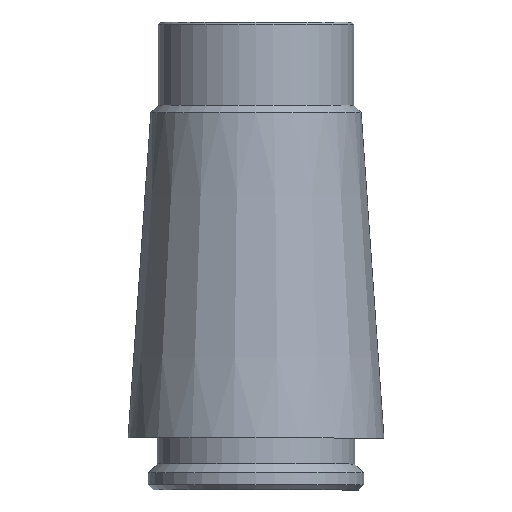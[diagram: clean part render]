
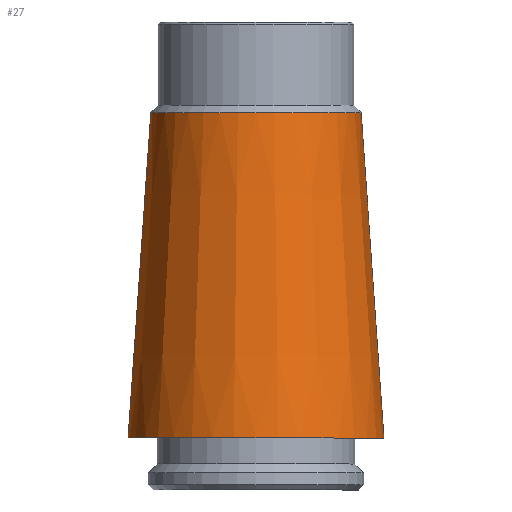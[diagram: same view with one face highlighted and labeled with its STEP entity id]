
A CAD part, front view. The second image highlights one B-rep face of the part: STEP entity #27.
In plain terms, the highlighted conical face has half-angle 4 degrees and reference radius 12.301 mm.
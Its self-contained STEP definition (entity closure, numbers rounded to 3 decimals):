
#2 = EDGE_LOOP ( 'NONE', ( #6 ) ) ;
#6 = ORIENTED_EDGE ( 'NONE', *, *, #140, .T. ) ;
#11 = FACE_OUTER_BOUND ( 'NONE', #60, .T. ) ;
#19 = CARTESIAN_POINT ( 'NONE',  ( 0., 0., -8.713 ) ) ;
#24 = DIRECTION ( 'NONE',  ( 0., 0., -1. ) ) ;
#27 = ADVANCED_FACE ( 'NONE', ( #271, #11 ), #85, .T. ) ;
#43 = DIRECTION ( 'NONE',  ( -1., 0., 0. ) ) ;
#52 = AXIS2_PLACEMENT_3D ( 'NONE', #19, #367, #79 ) ;
#60 = EDGE_LOOP ( 'NONE', ( #257 ) ) ;
#67 = AXIS2_PLACEMENT_3D ( 'NONE', #190, #24, #43 ) ;
#79 = DIRECTION ( 'NONE',  ( -1., 0., 0. ) ) ;
#85 = CONICAL_SURFACE ( 'NONE', #335, 12.301, 0.07 ) ;
#140 = EDGE_CURVE ( 'NONE', #276, #276, #265, .T. ) ;
#147 = DIRECTION ( 'NONE',  ( -1., 0., 0. ) ) ;
#151 = DIRECTION ( 'NONE',  ( 0., 0., -1. ) ) ;
#190 = CARTESIAN_POINT ( 'NONE',  ( 0., 0., -40. ) ) ;
#210 = CARTESIAN_POINT ( 'NONE',  ( 0., 0., -40. ) ) ;
#215 = CARTESIAN_POINT ( 'NONE',  ( -10.113, 0., -8.713 ) ) ;
#230 = CARTESIAN_POINT ( 'NONE',  ( -12.301, 0., -40. ) ) ;
#257 = ORIENTED_EDGE ( 'NONE', *, *, #337, .F. ) ;
#258 = VERTEX_POINT ( 'NONE', #230 ) ;
#265 = CIRCLE ( 'NONE', #52, 10.113 ) ;
#271 = FACE_BOUND ( 'NONE', #2, .T. ) ;
#276 = VERTEX_POINT ( 'NONE', #215 ) ;
#335 = AXIS2_PLACEMENT_3D ( 'NONE', #210, #151, #147 ) ;
#336 = CIRCLE ( 'NONE', #67, 12.301 ) ;
#337 = EDGE_CURVE ( 'NONE', #258, #258, #336, .T. ) ;
#367 = DIRECTION ( 'NONE',  ( 0., 0., -1. ) ) ;
